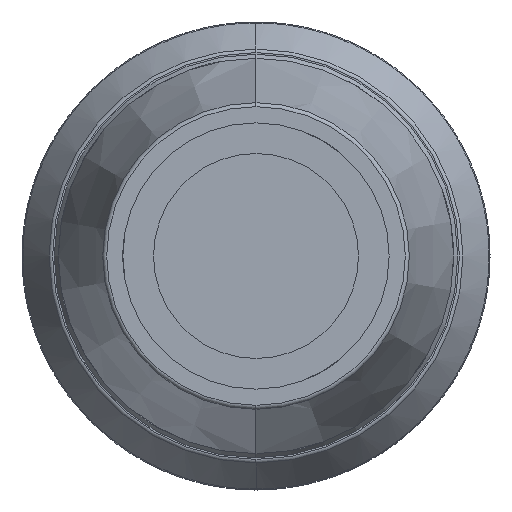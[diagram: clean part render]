
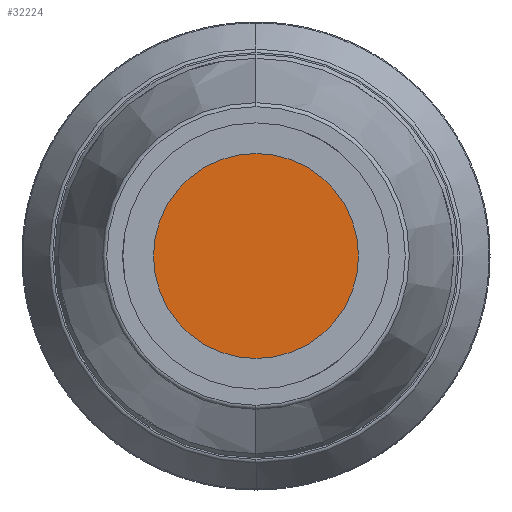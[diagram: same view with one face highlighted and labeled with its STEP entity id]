
A CAD part, left-side view. The second image highlights one B-rep face of the part: STEP entity #32224.
In plain terms, the highlighted planar face has unit normal (-1, 0, 0).
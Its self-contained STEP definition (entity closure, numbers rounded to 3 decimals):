
#328 = VERTEX_POINT ( 'NONE', #31355 ) ;
#8495 = AXIS2_PLACEMENT_3D ( 'NONE', #25782, #62078, #30993 ) ;
#11801 = EDGE_LOOP ( 'NONE', ( #48627, #27537 ) ) ;
#20391 = DIRECTION ( 'NONE',  ( 0., 0., -1. ) ) ;
#21402 = CARTESIAN_POINT ( 'NONE',  ( -147.19, 0., -12.7 ) ) ;
#24506 = CIRCLE ( 'NONE', #8495, 12.7 ) ;
#25782 = CARTESIAN_POINT ( 'NONE',  ( -147.19, 0., 0. ) ) ;
#27537 = ORIENTED_EDGE ( 'NONE', *, *, #56843, .T. ) ;
#28259 = AXIS2_PLACEMENT_3D ( 'NONE', #60722, #29644, #65928 ) ;
#29644 = DIRECTION ( 'NONE',  ( -1., 0., 0. ) ) ;
#30993 = DIRECTION ( 'NONE',  ( 0., 0., 1. ) ) ;
#31355 = CARTESIAN_POINT ( 'NONE',  ( -147.19, 0., 12.7 ) ) ;
#31448 = CIRCLE ( 'NONE', #28259, 12.7 ) ;
#32224 = ADVANCED_FACE ( 'NONE', ( #62960 ), #66897, .F. ) ;
#41033 = CARTESIAN_POINT ( 'NONE',  ( -147.19, 10., 0. ) ) ;
#48627 = ORIENTED_EDGE ( 'NONE', *, *, #65479, .T. ) ;
#51467 = DIRECTION ( 'NONE',  ( 1., 0., 0. ) ) ;
#54693 = AXIS2_PLACEMENT_3D ( 'NONE', #41033, #51467, #20391 ) ;
#56843 = EDGE_CURVE ( 'NONE', #66106, #328, #24506, .T. ) ;
#60722 = CARTESIAN_POINT ( 'NONE',  ( -147.19, 0., 0. ) ) ;
#62078 = DIRECTION ( 'NONE',  ( -1., 0., 0. ) ) ;
#62960 = FACE_OUTER_BOUND ( 'NONE', #11801, .T. ) ;
#65479 = EDGE_CURVE ( 'NONE', #328, #66106, #31448, .T. ) ;
#65928 = DIRECTION ( 'NONE',  ( 0., 0., 1. ) ) ;
#66106 = VERTEX_POINT ( 'NONE', #21402 ) ;
#66897 = PLANE ( 'NONE',  #54693 ) ;
